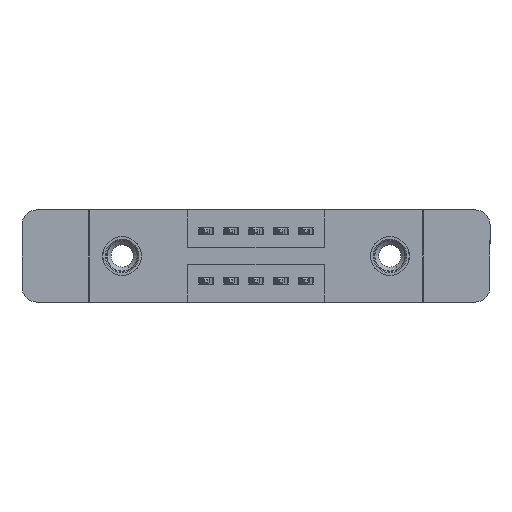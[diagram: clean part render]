
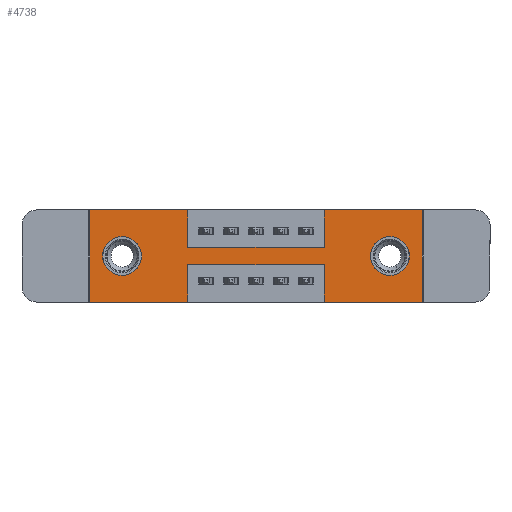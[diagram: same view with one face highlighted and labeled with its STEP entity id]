
A CAD part, front view. The second image highlights one B-rep face of the part: STEP entity #4738.
In plain terms, the highlighted planar face has unit normal (0, -1, 0).
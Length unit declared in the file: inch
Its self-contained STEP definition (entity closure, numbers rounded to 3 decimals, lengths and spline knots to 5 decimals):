
#19 = CARTESIAN_POINT ( 'NONE',  ( 0., 0., -0.37 ) ) ;
#32 = VECTOR ( 'NONE', #9612, 39.37008 ) ;
#190 = EDGE_CURVE ( 'NONE', #12850, #3289, #1843, .T. ) ;
#203 = VERTEX_POINT ( 'NONE', #3779 ) ;
#366 = CARTESIAN_POINT ( 'NONE',  ( 0.13, 0., -0.263 ) ) ;
#564 = CARTESIAN_POINT ( 'NONE',  ( 1.335, 0., -0.37 ) ) ;
#632 = AXIS2_PLACEMENT_3D ( 'NONE', #11279, #4896, #12310 ) ;
#692 = LINE ( 'NONE', #8766, #6452 ) ;
#765 = CARTESIAN_POINT ( 'NONE',  ( 0.3925, 0., 0. ) ) ;
#813 = DIRECTION ( 'NONE',  ( 0., 0., -1. ) ) ;
#887 = ORIENTED_EDGE ( 'NONE', *, *, #12314, .F. ) ;
#967 = CIRCLE ( 'NONE', #8387, 0.078 ) ;
#970 = VERTEX_POINT ( 'NONE', #10478 ) ;
#1175 = CIRCLE ( 'NONE', #632, 0.078 ) ;
#1444 = VECTOR ( 'NONE', #8238, 39.37008 ) ;
#1544 = CARTESIAN_POINT ( 'NONE',  ( 0.9425, 0., -0.22 ) ) ;
#1609 = DIRECTION ( 'NONE',  ( 0., 0., 1. ) ) ;
#1685 = CARTESIAN_POINT ( 'NONE',  ( 1.205, 0., -0.185 ) ) ;
#1843 = LINE ( 'NONE', #3994, #10282 ) ;
#2103 = VECTOR ( 'NONE', #13940, 39.37008 ) ;
#2195 = VERTEX_POINT ( 'NONE', #366 ) ;
#2250 = VERTEX_POINT ( 'NONE', #19 ) ;
#2271 = CIRCLE ( 'NONE', #4266, 0.078 ) ;
#2337 = ORIENTED_EDGE ( 'NONE', *, *, #190, .F. ) ;
#2484 = FACE_OUTER_BOUND ( 'NONE', #10375, .T. ) ;
#2689 = ORIENTED_EDGE ( 'NONE', *, *, #8059, .F. ) ;
#2719 = EDGE_CURVE ( 'NONE', #13904, #3449, #9594, .T. ) ;
#2737 = EDGE_CURVE ( 'NONE', #8192, #6713, #692, .T. ) ;
#2856 = DIRECTION ( 'NONE',  ( 0., 0., -1. ) ) ;
#2878 = CARTESIAN_POINT ( 'NONE',  ( 1.205, 0., -0.263 ) ) ;
#3193 = LINE ( 'NONE', #7491, #32 ) ;
#3289 = VERTEX_POINT ( 'NONE', #564 ) ;
#3449 = VERTEX_POINT ( 'NONE', #7767 ) ;
#3450 = DIRECTION ( 'NONE',  ( 0., 0., -1. ) ) ;
#3778 = CIRCLE ( 'NONE', #10245, 0.078 ) ;
#3779 = CARTESIAN_POINT ( 'NONE',  ( 1.205, 0., -0.107 ) ) ;
#3792 = EDGE_CURVE ( 'NONE', #203, #13290, #3778, .T. ) ;
#3871 = VECTOR ( 'NONE', #11745, 39.37008 ) ;
#3893 = ORIENTED_EDGE ( 'NONE', *, *, #8456, .F. ) ;
#3965 = ORIENTED_EDGE ( 'NONE', *, *, #9073, .T. ) ;
#3994 = CARTESIAN_POINT ( 'NONE',  ( 1.335, 0., 0. ) ) ;
#4244 = DIRECTION ( 'NONE',  ( 0., 0., -1. ) ) ;
#4266 = AXIS2_PLACEMENT_3D ( 'NONE', #12675, #6418, #13680 ) ;
#4557 = PLANE ( 'NONE',  #13582 ) ;
#4738 = ADVANCED_FACE ( 'NONE', ( #5525, #10833, #2484 ), #4557, .T. ) ;
#4740 = DIRECTION ( 'NONE',  ( -1., 0., 0. ) ) ;
#4896 = DIRECTION ( 'NONE',  ( 0., 1., 0. ) ) ;
#4942 = VECTOR ( 'NONE', #4740, 39.37008 ) ;
#5163 = LINE ( 'NONE', #5582, #2103 ) ;
#5214 = DIRECTION ( 'NONE',  ( 0., 0., 1. ) ) ;
#5243 = ORIENTED_EDGE ( 'NONE', *, *, #8720, .T. ) ;
#5297 = VECTOR ( 'NONE', #5214, 39.37008 ) ;
#5304 = VERTEX_POINT ( 'NONE', #9770 ) ;
#5413 = CARTESIAN_POINT ( 'NONE',  ( 0.9425, 0., -0.37 ) ) ;
#5525 = FACE_BOUND ( 'NONE', #13976, .T. ) ;
#5582 = CARTESIAN_POINT ( 'NONE',  ( 0.3925, 0., -0.22 ) ) ;
#5683 = CARTESIAN_POINT ( 'NONE',  ( 0., 0., -0.37 ) ) ;
#5825 = ORIENTED_EDGE ( 'NONE', *, *, #7010, .F. ) ;
#5884 = ORIENTED_EDGE ( 'NONE', *, *, #9778, .F. ) ;
#5886 = CARTESIAN_POINT ( 'NONE',  ( 0.9425, 0., -0.37 ) ) ;
#5940 = ORIENTED_EDGE ( 'NONE', *, *, #7956, .F. ) ;
#6012 = CARTESIAN_POINT ( 'NONE',  ( 0., 0., 0. ) ) ;
#6052 = VERTEX_POINT ( 'NONE', #5886 ) ;
#6217 = DIRECTION ( 'NONE',  ( 0., 1., 0. ) ) ;
#6262 = CARTESIAN_POINT ( 'NONE',  ( 0., 0., 0. ) ) ;
#6365 = CARTESIAN_POINT ( 'NONE',  ( 0., 0., -0.37 ) ) ;
#6418 = DIRECTION ( 'NONE',  ( 0., 1., 0. ) ) ;
#6452 = VECTOR ( 'NONE', #813, 39.37008 ) ;
#6523 = CARTESIAN_POINT ( 'NONE',  ( 0., 0., 0. ) ) ;
#6636 = LINE ( 'NONE', #5413, #9123 ) ;
#6713 = VERTEX_POINT ( 'NONE', #8207 ) ;
#7010 = EDGE_CURVE ( 'NONE', #3289, #6052, #13341, .T. ) ;
#7149 = VERTEX_POINT ( 'NONE', #1544 ) ;
#7244 = CARTESIAN_POINT ( 'NONE',  ( 0.9425, 0., 0. ) ) ;
#7360 = CARTESIAN_POINT ( 'NONE',  ( 0.9425, 0., 0. ) ) ;
#7491 = CARTESIAN_POINT ( 'NONE',  ( 0.3925, 0., -0.15 ) ) ;
#7551 = ORIENTED_EDGE ( 'NONE', *, *, #13237, .F. ) ;
#7660 = DIRECTION ( 'NONE',  ( 0., 0., 1. ) ) ;
#7767 = CARTESIAN_POINT ( 'NONE',  ( 0.3925, 0., -0.15 ) ) ;
#7791 = EDGE_LOOP ( 'NONE', ( #9358, #3965 ) ) ;
#7956 = EDGE_CURVE ( 'NONE', #3449, #5304, #3193, .T. ) ;
#8059 = EDGE_CURVE ( 'NONE', #7149, #8192, #5163, .T. ) ;
#8192 = VERTEX_POINT ( 'NONE', #13150 ) ;
#8207 = CARTESIAN_POINT ( 'NONE',  ( 0.3925, 0., -0.37 ) ) ;
#8238 = DIRECTION ( 'NONE',  ( 0., 0., -1. ) ) ;
#8295 = EDGE_CURVE ( 'NONE', #970, #2195, #1175, .T. ) ;
#8387 = AXIS2_PLACEMENT_3D ( 'NONE', #12484, #6217, #13491 ) ;
#8440 = ORIENTED_EDGE ( 'NONE', *, *, #9682, .F. ) ;
#8456 = EDGE_CURVE ( 'NONE', #9635, #12850, #13521, .T. ) ;
#8720 = EDGE_CURVE ( 'NONE', #13290, #203, #2271, .T. ) ;
#8762 = VECTOR ( 'NONE', #1609, 39.37008 ) ;
#8766 = CARTESIAN_POINT ( 'NONE',  ( 0.3925, 0., -0.37 ) ) ;
#9073 = EDGE_CURVE ( 'NONE', #2195, #970, #967, .T. ) ;
#9123 = VECTOR ( 'NONE', #7660, 39.37008 ) ;
#9358 = ORIENTED_EDGE ( 'NONE', *, *, #8295, .T. ) ;
#9444 = DIRECTION ( 'NONE',  ( 0., 1., 0. ) ) ;
#9486 = CARTESIAN_POINT ( 'NONE',  ( 0., 0., 0. ) ) ;
#9594 = LINE ( 'NONE', #765, #1444 ) ;
#9612 = DIRECTION ( 'NONE',  ( 1., 0., 0. ) ) ;
#9635 = VERTEX_POINT ( 'NONE', #7360 ) ;
#9682 = EDGE_CURVE ( 'NONE', #2250, #10629, #13971, .T. ) ;
#9770 = CARTESIAN_POINT ( 'NONE',  ( 0.9425, 0., -0.15 ) ) ;
#9778 = EDGE_CURVE ( 'NONE', #10629, #13904, #12713, .T. ) ;
#9970 = DIRECTION ( 'NONE',  ( 0., -1., 0. ) ) ;
#10245 = AXIS2_PLACEMENT_3D ( 'NONE', #1685, #9444, #2856 ) ;
#10282 = VECTOR ( 'NONE', #4244, 39.37008 ) ;
#10375 = EDGE_LOOP ( 'NONE', ( #12234, #2689, #887, #5825, #2337, #3893, #7551, #5940, #10941, #5884, #8440, #13368 ) ) ;
#10478 = CARTESIAN_POINT ( 'NONE',  ( 0.13, 0., -0.107 ) ) ;
#10629 = VERTEX_POINT ( 'NONE', #6012 ) ;
#10809 = VECTOR ( 'NONE', #12530, 39.37008 ) ;
#10833 = FACE_BOUND ( 'NONE', #7791, .T. ) ;
#10941 = ORIENTED_EDGE ( 'NONE', *, *, #2719, .F. ) ;
#11209 = LINE ( 'NONE', #7244, #8762 ) ;
#11279 = CARTESIAN_POINT ( 'NONE',  ( 0.13, 0., -0.185 ) ) ;
#11686 = CARTESIAN_POINT ( 'NONE',  ( 1.335, 0., 0. ) ) ;
#11724 = EDGE_CURVE ( 'NONE', #6713, #2250, #13155, .T. ) ;
#11745 = DIRECTION ( 'NONE',  ( 1., 0., 0. ) ) ;
#11997 = ORIENTED_EDGE ( 'NONE', *, *, #3792, .T. ) ;
#12170 = CARTESIAN_POINT ( 'NONE',  ( 0., 0., -0.37 ) ) ;
#12234 = ORIENTED_EDGE ( 'NONE', *, *, #2737, .F. ) ;
#12310 = DIRECTION ( 'NONE',  ( 0., 0., 1. ) ) ;
#12314 = EDGE_CURVE ( 'NONE', #6052, #7149, #6636, .T. ) ;
#12484 = CARTESIAN_POINT ( 'NONE',  ( 0.13, 0., -0.185 ) ) ;
#12528 = VECTOR ( 'NONE', #13804, 39.37008 ) ;
#12530 = DIRECTION ( 'NONE',  ( 1., 0., 0. ) ) ;
#12675 = CARTESIAN_POINT ( 'NONE',  ( 1.205, 0., -0.185 ) ) ;
#12713 = LINE ( 'NONE', #6523, #3871 ) ;
#12850 = VERTEX_POINT ( 'NONE', #11686 ) ;
#13150 = CARTESIAN_POINT ( 'NONE',  ( 0.3925, 0., -0.22 ) ) ;
#13155 = LINE ( 'NONE', #6365, #12528 ) ;
#13237 = EDGE_CURVE ( 'NONE', #5304, #9635, #11209, .T. ) ;
#13290 = VERTEX_POINT ( 'NONE', #2878 ) ;
#13341 = LINE ( 'NONE', #12170, #4942 ) ;
#13368 = ORIENTED_EDGE ( 'NONE', *, *, #11724, .F. ) ;
#13491 = DIRECTION ( 'NONE',  ( 0., 0., 1. ) ) ;
#13521 = LINE ( 'NONE', #6262, #10809 ) ;
#13582 = AXIS2_PLACEMENT_3D ( 'NONE', #5683, #9970, #3450 ) ;
#13680 = DIRECTION ( 'NONE',  ( 0., 0., -1. ) ) ;
#13804 = DIRECTION ( 'NONE',  ( -1., 0., 0. ) ) ;
#13904 = VERTEX_POINT ( 'NONE', #14002 ) ;
#13940 = DIRECTION ( 'NONE',  ( -1., 0., 0. ) ) ;
#13971 = LINE ( 'NONE', #9486, #5297 ) ;
#13976 = EDGE_LOOP ( 'NONE', ( #11997, #5243 ) ) ;
#14002 = CARTESIAN_POINT ( 'NONE',  ( 0.3925, 0., 0. ) ) ;
